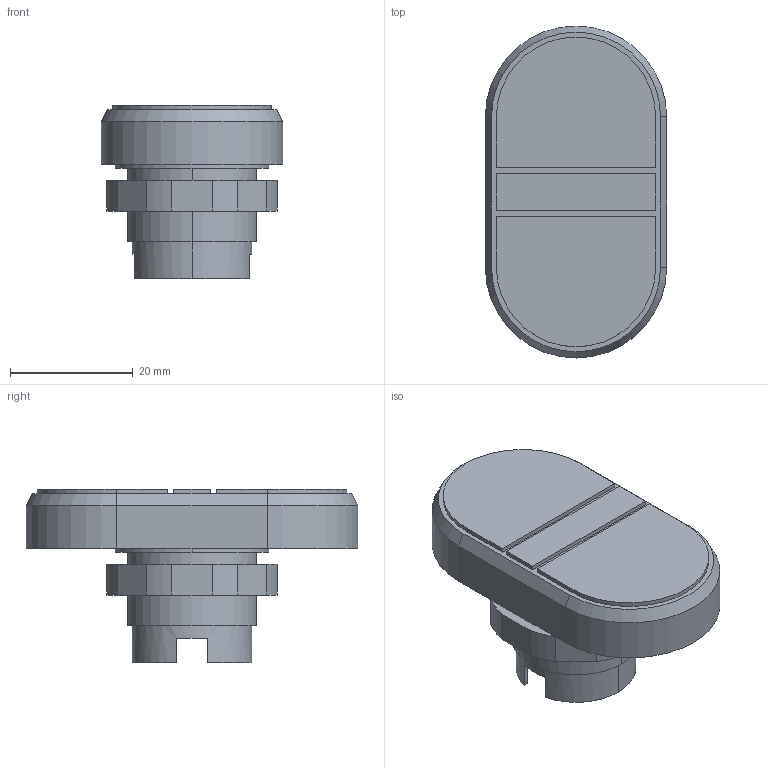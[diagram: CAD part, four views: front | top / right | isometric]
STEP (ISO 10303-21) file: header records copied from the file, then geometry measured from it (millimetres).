
FILE_DESCRIPTION((''),'2;1');
FILE_NAME('3d_LPCBL7112.stp','2012-10-03T10:49:19',(''),(''),'Mechanical Desktop 2011','Mechanical Desktop 2011',', , ');
FILE_SCHEMA(('CONFIG_CONTROL_DESIGN'));
Length unit declared in the file: millimetre
Products named in the file (1): Product
Bounding box: 29.5 x 54 x 28.2 mm (x, y, z)
Volume: 19827.1 mm3; surface area: 7515.8 mm2
Topology: 3 solids, 3 shells, 63 faces, 154 edges, 102 vertices
Faces by surface type: plane 39, cylinder 22, cone 2
Entity records: 1959 total; most frequent: DIRECTION 334, CARTESIAN_POINT 320, ORIENTED_EDGE 308, EDGE_CURVE 154, AXIS2_PLACEMENT_3D 116, VERTEX_POINT 102, VECTOR 102, LINE 102
